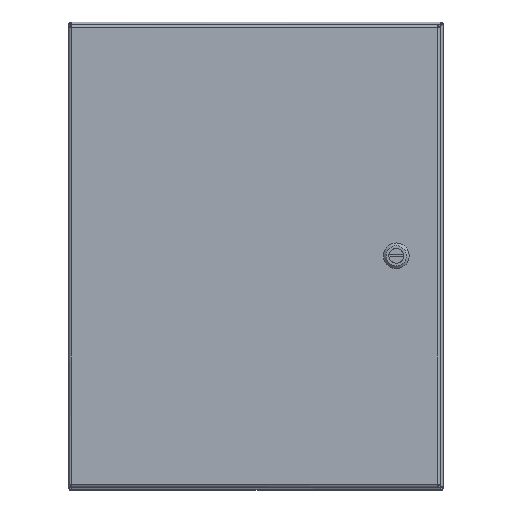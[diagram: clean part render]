
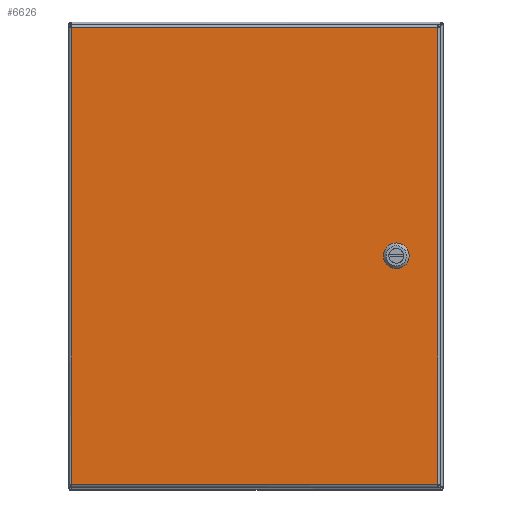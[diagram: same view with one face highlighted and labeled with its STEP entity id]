
A CAD part, top view. The second image highlights one B-rep face of the part: STEP entity #6626.
In plain terms, the highlighted face is planar.
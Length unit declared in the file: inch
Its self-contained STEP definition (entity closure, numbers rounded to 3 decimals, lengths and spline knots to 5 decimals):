
#4949=CARTESIAN_POINT('',(2.08762,10.275,0.0));
#4950=VERTEX_POINT('',#4949);
#4957=CARTESIAN_POINT('',(2.275,10.08762,0.0));
#4958=VERTEX_POINT('',#4957);
#4959=CARTESIAN_POINT('',(1.875,9.875,0.0));
#4960=DIRECTION('',(0.0,0.0,1.0));
#4961=DIRECTION('',(-0.469,-0.883,0.0));
#4962=AXIS2_PLACEMENT_3D('',#4959,#4960,#4961);
#4963=CIRCLE('',#4962,0.453);
#4964=EDGE_CURVE('',#4958,#4950,#4963,.T.);
#4989=CARTESIAN_POINT('',(2.275,9.66238,0.0));
#4990=VERTEX_POINT('',#4989);
#4991=CARTESIAN_POINT('',(2.275,9.66238,0.0));
#4992=DIRECTION('',(0.0,1.0,0.0));
#4993=VECTOR('',#4992,0.42525);
#4994=LINE('',#4991,#4993);
#4995=EDGE_CURVE('',#4990,#4958,#4994,.T.);
#5021=CARTESIAN_POINT('',(2.08762,9.475,0.0));
#5022=VERTEX_POINT('',#5021);
#5023=CARTESIAN_POINT('',(1.875,9.875,0.0));
#5024=DIRECTION('',(0.0,0.0,1.0));
#5025=DIRECTION('',(-0.883,0.469,0.0));
#5026=AXIS2_PLACEMENT_3D('',#5023,#5024,#5025);
#5027=CIRCLE('',#5026,0.453);
#5028=EDGE_CURVE('',#5022,#4990,#5027,.T.);
#5053=CARTESIAN_POINT('',(1.66238,9.475,0.0));
#5054=VERTEX_POINT('',#5053);
#5055=CARTESIAN_POINT('',(1.66238,9.475,0.0));
#5056=DIRECTION('',(1.0,0.0,0.0));
#5057=VECTOR('',#5056,0.42525);
#5058=LINE('',#5055,#5057);
#5059=EDGE_CURVE('',#5054,#5022,#5058,.T.);
#5085=CARTESIAN_POINT('',(1.475,9.66238,0.0));
#5086=VERTEX_POINT('',#5085);
#5087=CARTESIAN_POINT('',(1.875,9.875,0.0));
#5088=DIRECTION('',(0.0,0.0,1.0));
#5089=DIRECTION('',(0.469,0.883,0.0));
#5090=AXIS2_PLACEMENT_3D('',#5087,#5088,#5089);
#5091=CIRCLE('',#5090,0.453);
#5092=EDGE_CURVE('',#5086,#5054,#5091,.T.);
#5117=CARTESIAN_POINT('',(1.475,10.08762,0.0));
#5118=VERTEX_POINT('',#5117);
#5119=CARTESIAN_POINT('',(1.475,10.08762,0.0));
#5120=DIRECTION('',(0.0,-1.0,0.0));
#5121=VECTOR('',#5120,0.42525);
#5122=LINE('',#5119,#5121);
#5123=EDGE_CURVE('',#5118,#5086,#5122,.T.);
#5149=CARTESIAN_POINT('',(1.66238,10.275,0.0));
#5150=VERTEX_POINT('',#5149);
#5151=CARTESIAN_POINT('',(1.875,9.875,0.0));
#5152=DIRECTION('',(0.0,0.0,1.0));
#5153=DIRECTION('',(0.883,-0.469,0.0));
#5154=AXIS2_PLACEMENT_3D('',#5151,#5152,#5153);
#5155=CIRCLE('',#5154,0.453);
#5156=EDGE_CURVE('',#5150,#5118,#5155,.T.);
#5179=CARTESIAN_POINT('',(2.08762,10.275,0.0));
#5180=DIRECTION('',(-1.0,0.0,0.0));
#5181=VECTOR('',#5180,0.42525);
#5182=LINE('',#5179,#5181);
#5183=EDGE_CURVE('',#4950,#5150,#5182,.T.);
#5634=CARTESIAN_POINT('',(15.76975,0.10525,0.));
#5635=VERTEX_POINT('',#5634);
#5646=CARTESIAN_POINT('',(15.76975,19.64475,0.));
#5647=VERTEX_POINT('',#5646);
#5648=CARTESIAN_POINT('',(15.76975,19.64475,0.0));
#5649=DIRECTION('',(0.0,-1.0,0.0));
#5650=VECTOR('',#5649,19.5395);
#5651=LINE('',#5648,#5650);
#5652=EDGE_CURVE('',#5647,#5635,#5651,.T.);
#5804=CARTESIAN_POINT('',(0.10525,0.10525,0.));
#5805=VERTEX_POINT('',#5804);
#5816=CARTESIAN_POINT('',(15.76975,0.10525,0.0));
#5817=DIRECTION('',(-1.0,0.0,0.0));
#5818=VECTOR('',#5817,15.6645);
#5819=LINE('',#5816,#5818);
#5820=EDGE_CURVE('',#5635,#5805,#5819,.T.);
#6081=CARTESIAN_POINT('',(0.10525,19.64475,0.));
#6082=VERTEX_POINT('',#6081);
#6093=CARTESIAN_POINT('',(0.10525,0.10525,0.0));
#6094=DIRECTION('',(0.0,1.0,0.0));
#6095=VECTOR('',#6094,19.5395);
#6096=LINE('',#6093,#6095);
#6097=EDGE_CURVE('',#5805,#6082,#6096,.T.);
#6362=CARTESIAN_POINT('',(0.10525,19.64475,0.0));
#6363=DIRECTION('',(1.0,0.0,0.0));
#6364=VECTOR('',#6363,15.6645);
#6365=LINE('',#6362,#6364);
#6366=EDGE_CURVE('',#6082,#5647,#6365,.T.);
#6605=CARTESIAN_POINT('',(7.9375,9.875,0.0));
#6606=DIRECTION('',(0.0,0.0,1.0));
#6607=DIRECTION('',(1.0,0.0,0.0));
#6608=AXIS2_PLACEMENT_3D('',#6605,#6606,#6607);
#6609=PLANE('',#6608);
#6610=ORIENTED_EDGE('',*,*,#5652,.T.);
#6611=ORIENTED_EDGE('',*,*,#5820,.T.);
#6612=ORIENTED_EDGE('',*,*,#6097,.T.);
#6613=ORIENTED_EDGE('',*,*,#6366,.T.);
#6614=EDGE_LOOP('',(#6610,#6611,#6612,#6613));
#6615=FACE_OUTER_BOUND('',#6614,.T.);
#6616=ORIENTED_EDGE('',*,*,#4964,.T.);
#6617=ORIENTED_EDGE('',*,*,#5183,.T.);
#6618=ORIENTED_EDGE('',*,*,#5156,.T.);
#6619=ORIENTED_EDGE('',*,*,#5123,.T.);
#6620=ORIENTED_EDGE('',*,*,#5092,.T.);
#6621=ORIENTED_EDGE('',*,*,#5059,.T.);
#6622=ORIENTED_EDGE('',*,*,#5028,.T.);
#6623=ORIENTED_EDGE('',*,*,#4995,.T.);
#6624=EDGE_LOOP('',(#6616,#6617,#6618,#6619,#6620,#6621,#6622,#6623));
#6625=FACE_BOUND('',#6624,.T.);
#6626=ADVANCED_FACE('',(#6615,#6625),#6609,.F.);
